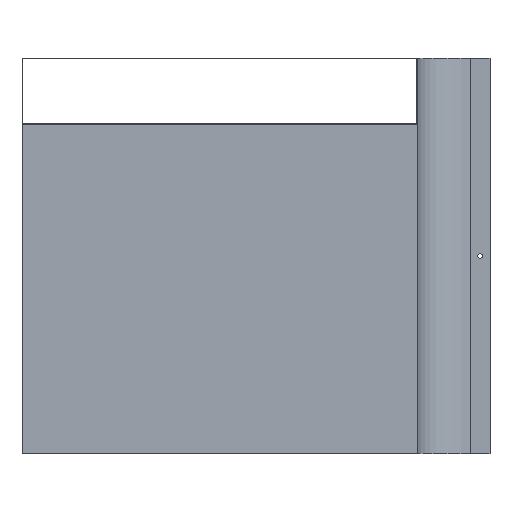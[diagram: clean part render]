
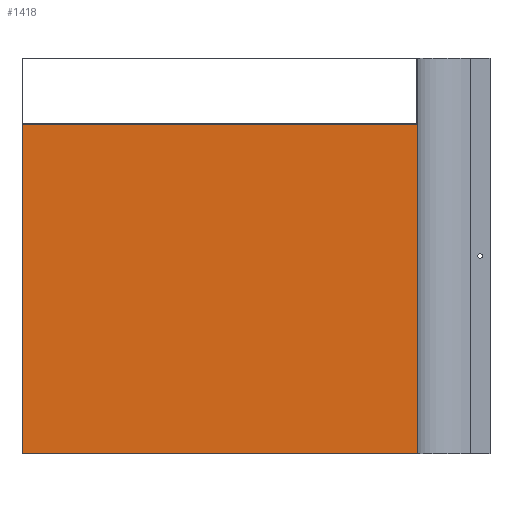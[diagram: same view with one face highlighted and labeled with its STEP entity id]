
A CAD part, front view. The second image highlights one B-rep face of the part: STEP entity #1418.
In plain terms, the highlighted planar face has unit normal (0, -1, 0).
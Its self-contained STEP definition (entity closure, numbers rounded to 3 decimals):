
#45 = FACE_OUTER_BOUND ( 'NONE', #1812, .T. ) ;
#102 = DIRECTION ( 'NONE',  ( 1., 0., 0. ) ) ;
#110 = CARTESIAN_POINT ( 'NONE',  ( 0., -1., -599. ) ) ;
#172 = CARTESIAN_POINT ( 'NONE',  ( 0., -1., -99. ) ) ;
#176 = DIRECTION ( 'NONE',  ( -1., 0., 0. ) ) ;
#222 = CARTESIAN_POINT ( 'NONE',  ( 600., -1., -599. ) ) ;
#236 = DIRECTION ( 'NONE',  ( 0., 0., 1. ) ) ;
#281 = CARTESIAN_POINT ( 'NONE',  ( 0., -1., -599. ) ) ;
#282 = DIRECTION ( 'NONE',  ( 0., 0., -1. ) ) ;
#384 = LINE ( 'NONE', #110, #391 ) ;
#391 = VECTOR ( 'NONE', #102, 1000. ) ;
#439 = LINE ( 'NONE', #172, #444 ) ;
#444 = VECTOR ( 'NONE', #176, 1000. ) ;
#493 = LINE ( 'NONE', #222, #495 ) ;
#495 = VECTOR ( 'NONE', #236, 1000. ) ;
#530 = LINE ( 'NONE', #281, #533 ) ;
#533 = VECTOR ( 'NONE', #282, 1000. ) ;
#757 = EDGE_CURVE ( 'NONE', #1878, #1888, #384, .T. ) ;
#786 = EDGE_CURVE ( 'NONE', #1848, #1882, #439, .T. ) ;
#814 = EDGE_CURVE ( 'NONE', #1888, #1848, #493, .T. ) ;
#835 = EDGE_CURVE ( 'NONE', #1882, #1878, #530, .T. ) ;
#944 = AXIS2_PLACEMENT_3D ( 'NONE', #1208, #1209, #1210 ) ;
#1205 = PLANE ( 'NONE',  #944 ) ;
#1208 = CARTESIAN_POINT ( 'NONE',  ( 0., -1., 0. ) ) ;
#1209 = DIRECTION ( 'NONE',  ( 0., 1., 0. ) ) ;
#1210 = DIRECTION ( 'NONE',  ( 0., 0., 1. ) ) ;
#1279 = CARTESIAN_POINT ( 'NONE',  ( 600., -1., -99. ) ) ;
#1309 = CARTESIAN_POINT ( 'NONE',  ( 0., -1., -599. ) ) ;
#1313 = CARTESIAN_POINT ( 'NONE',  ( 0., -1., -99. ) ) ;
#1319 = CARTESIAN_POINT ( 'NONE',  ( 600., -1., -599. ) ) ;
#1418 = ADVANCED_FACE ( 'NONE', ( #45 ), #1205, .F. ) ;
#1600 = ORIENTED_EDGE ( 'NONE', *, *, #835, .T. ) ;
#1601 = ORIENTED_EDGE ( 'NONE', *, *, #757, .T. ) ;
#1602 = ORIENTED_EDGE ( 'NONE', *, *, #814, .T. ) ;
#1603 = ORIENTED_EDGE ( 'NONE', *, *, #786, .T. ) ;
#1812 = EDGE_LOOP ( 'NONE', ( #1600, #1601, #1602, #1603 ) ) ;
#1848 = VERTEX_POINT ( 'NONE', #1279 ) ;
#1878 = VERTEX_POINT ( 'NONE', #1309 ) ;
#1882 = VERTEX_POINT ( 'NONE', #1313 ) ;
#1888 = VERTEX_POINT ( 'NONE', #1319 ) ;
